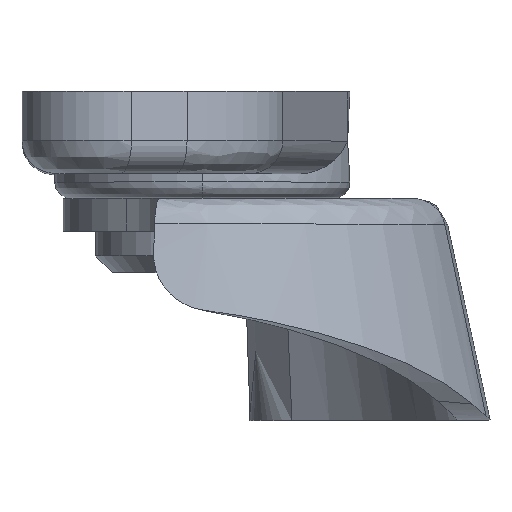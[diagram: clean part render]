
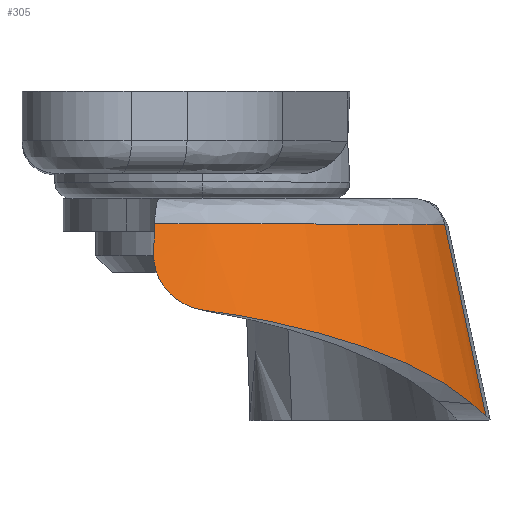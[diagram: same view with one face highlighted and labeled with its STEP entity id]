
A CAD part, top view. The second image highlights one B-rep face of the part: STEP entity #305.
In plain terms, the highlighted free-form (B-spline) face has degree [2, 1] with [3, 2] control points.
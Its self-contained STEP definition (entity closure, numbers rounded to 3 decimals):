
#305=ADVANCED_FACE('',(#1905),#1904,.T.);
#1904=( BOUNDED_SURFACE() B_SPLINE_SURFACE( 2,1,((#3553,#3554),(#3555,#3556),(#3557,#3558)), .UNSPECIFIED.,.F.,.F.,.F.) B_SPLINE_SURFACE_WITH_KNOTS((3,3),(2,2),(0.,1.),(0.,1.), .UNSPECIFIED. ) GEOMETRIC_REPRESENTATION_ITEM() RATIONAL_B_SPLINE_SURFACE(((1.,1.),(0.786,0.786),(1.,1.))) REPRESENTATION_ITEM('') SURFACE() );
#1905=FACE_OUTER_BOUND('',#3559,.T.);
#3553=CARTESIAN_POINT('',(14.954,0.425,0.));
#3554=CARTESIAN_POINT('',(17.493,-11.253,0.));
#3555=CARTESIAN_POINT('',(14.955,0.425,15.548));
#3556=CARTESIAN_POINT('',(17.493,-11.253,17.546));
#3557=CARTESIAN_POINT('',(-0.158,0.425,19.201));
#3558=CARTESIAN_POINT('',(0.438,-11.253,21.669));
#3559=EDGE_LOOP('',(#4696,#4697,#4698,#4699,#4700,#4701));
#4696=ORIENTED_EDGE('',*,*,#4969,.F.);
#4697=ORIENTED_EDGE('',*,*,#5117,.T.);
#4698=ORIENTED_EDGE('',*,*,#5210,.T.);
#4699=ORIENTED_EDGE('',*,*,#5023,.T.);
#4700=ORIENTED_EDGE('',*,*,#5034,.T.);
#4701=ORIENTED_EDGE('',*,*,#5116,.T.);
#4969=EDGE_CURVE('',#6353,#6360,#6361,.T.);
#5023=EDGE_CURVE('',#6728,#6720,#6729,.T.);
#5034=EDGE_CURVE('',#6720,#6793,#6800,.T.);
#5116=EDGE_CURVE('',#6793,#6360,#7360,.T.);
#5117=EDGE_CURVE('',#6353,#7366,#7367,.T.);
#5210=EDGE_CURVE('',#7366,#6728,#7967,.T.);
#6353=VERTEX_POINT('',#8985);
#6360=VERTEX_POINT('',#8990);
#6361=(BOUNDED_CURVE() B_SPLINE_CURVE(3,(#8991,#8992,#8993,#8994,#8995,#8996,#8997,#8998,#8999,#9000,#9001,#9002,#9003,#9004,#9005,#9006,#9007,#9008,#9009,#9010,#9011,#9012),.UNSPECIFIED.,.F.,.F.) B_SPLINE_CURVE_WITH_KNOTS((4,2,2,2,2,2,2,2,2,2,4),(0.003,0.006,0.007,0.009,0.015,0.016,0.018,0.021,0.023,0.025,0.026),.UNSPECIFIED.) CURVE() GEOMETRIC_REPRESENTATION_ITEM() RATIONAL_B_SPLINE_CURVE((1.,1.,1.,1.,1.,1.,1.,1.,1.,1.,1.,1.,1.,1.,1.,1.,1.,1.,1.,1.,1.,1.)) REPRESENTATION_ITEM('') );
#6720=VERTEX_POINT('',#9320);
#6728=VERTEX_POINT('',#9332);
#6729=CIRCLE('',#9336,19.754);
#6793=VERTEX_POINT('',#9374);
#6800=(BOUNDED_CURVE() B_SPLINE_CURVE(3,(#9385,#9386,#9387,#9388),.UNSPECIFIED.,.F.,.F.) B_SPLINE_CURVE_WITH_KNOTS((4,4),(0.027,0.029),.UNSPECIFIED.) CURVE() GEOMETRIC_REPRESENTATION_ITEM() RATIONAL_B_SPLINE_CURVE((1.,1.,1.,1.)) REPRESENTATION_ITEM('') );
#7360=(BOUNDED_CURVE() B_SPLINE_CURVE(3,(#9739,#9740,#9741,#9742,#9743,#9744,#9745,#9746,#9747,#9748,#9749,#9750,#9751,#9752,#9753,#9754),.UNSPECIFIED.,.F.,.F.) B_SPLINE_CURVE_WITH_KNOTS((4,2,2,2,2,2,2,4),(0.,0.001,0.001,0.002,0.003,0.003,0.004,0.005),.UNSPECIFIED.) CURVE() GEOMETRIC_REPRESENTATION_ITEM() RATIONAL_B_SPLINE_CURVE((1.,1.,1.,1.,1.,1.,1.,1.,1.,1.,1.,1.,1.,1.,1.,1.)) REPRESENTATION_ITEM('') );
#7366=VERTEX_POINT('',#9755);
#7367=(BOUNDED_CURVE() B_SPLINE_CURVE(3,(#9756,#9757,#9758,#9759),.UNSPECIFIED.,.F.,.F.) B_SPLINE_CURVE_WITH_KNOTS((4,4),(0.,0.003),.UNSPECIFIED.) CURVE() GEOMETRIC_REPRESENTATION_ITEM() RATIONAL_B_SPLINE_CURVE((1.,1.,1.,1.)) REPRESENTATION_ITEM('') );
#7967=LINE('',#10105,#10106);
#8985=CARTESIAN_POINT('',(17.141,-10.543,2.955));
#8990=CARTESIAN_POINT('',(3.06,-4.837,19.364));
#8991=CARTESIAN_POINT('',(17.141,-10.543,2.955));
#8992=CARTESIAN_POINT('',(16.954,-10.248,3.857));
#8993=CARTESIAN_POINT('',(16.713,-9.955,4.746));
#8994=CARTESIAN_POINT('',(16.266,-9.517,6.059));
#8995=CARTESIAN_POINT('',(16.104,-9.372,6.494));
#8996=CARTESIAN_POINT('',(15.749,-9.082,7.355));
#8997=CARTESIAN_POINT('',(15.557,-8.938,7.784));
#8998=CARTESIAN_POINT('',(14.536,-8.226,9.883));
#8999=CARTESIAN_POINT('',(13.522,-7.688,11.438));
#9000=CARTESIAN_POINT('',(12.006,-7.06,13.226));
#9001=CARTESIAN_POINT('',(11.691,-6.936,13.576));
#9002=CARTESIAN_POINT('',(11.033,-6.694,14.259));
#9003=CARTESIAN_POINT('',(10.692,-6.576,14.591));
#9004=CARTESIAN_POINT('',(9.644,-6.233,15.549));
#9005=CARTESIAN_POINT('',(8.908,-6.02,16.141));
#9006=CARTESIAN_POINT('',(7.363,-5.624,17.23));
#9007=CARTESIAN_POINT('',(6.553,-5.442,17.728));
#9008=CARTESIAN_POINT('',(5.281,-5.194,18.401));
#9009=CARTESIAN_POINT('',(4.845,-5.115,18.614));
#9010=CARTESIAN_POINT('',(3.961,-4.968,19.011));
#9011=CARTESIAN_POINT('',(3.514,-4.9,19.194));
#9012=CARTESIAN_POINT('',(3.06,-4.837,19.364));
#9320=CARTESIAN_POINT('',(0.,0.425,19.162));
#9332=CARTESIAN_POINT('',(14.954,0.425,0.));
#9333=CARTESIAN_POINT('',(-4.8,0.425,0.));
#9334=DIRECTION('',(0.,-1.,0.));
#9335=DIRECTION('',(0.,0.,1.));
#9336=AXIS2_PLACEMENT_3D('',#9333,#9334,#9335);
#9374=CARTESIAN_POINT('',(0.,-1.357,19.561));
#9385=CARTESIAN_POINT('',(0.,0.425,19.162));
#9386=CARTESIAN_POINT('',(0.,-0.169,19.295));
#9387=CARTESIAN_POINT('',(0.,-0.763,19.428));
#9388=CARTESIAN_POINT('',(0.,-1.357,19.561));
#9739=CARTESIAN_POINT('',(0.,-1.357,19.561));
#9740=CARTESIAN_POINT('',(0.,-1.567,19.608));
#9741=CARTESIAN_POINT('',(0.019,-1.776,19.65));
#9742=CARTESIAN_POINT('',(0.095,-2.188,19.724));
#9743=CARTESIAN_POINT('',(0.152,-2.394,19.756));
#9744=CARTESIAN_POINT('',(0.304,-2.792,19.807));
#9745=CARTESIAN_POINT('',(0.397,-2.982,19.825));
#9746=CARTESIAN_POINT('',(0.618,-3.346,19.848));
#9747=CARTESIAN_POINT('',(0.748,-3.521,19.852));
#9748=CARTESIAN_POINT('',(1.032,-3.84,19.843));
#9749=CARTESIAN_POINT('',(1.187,-3.985,19.83));
#9750=CARTESIAN_POINT('',(1.522,-4.247,19.785));
#9751=CARTESIAN_POINT('',(1.703,-4.363,19.753));
#9752=CARTESIAN_POINT('',(2.259,-4.655,19.632));
#9753=CARTESIAN_POINT('',(2.66,-4.781,19.513));
#9754=CARTESIAN_POINT('',(3.06,-4.837,19.364));
#9755=CARTESIAN_POINT('',(17.493,-11.252,0.));
#9756=CARTESIAN_POINT('',(17.141,-10.543,2.955));
#9757=CARTESIAN_POINT('',(17.338,-10.856,1.998));
#9758=CARTESIAN_POINT('',(17.458,-11.092,1.013));
#9759=CARTESIAN_POINT('',(17.493,-11.252,0.));
#10105=CARTESIAN_POINT('',(17.493,-11.252,0.));
#10106=VECTOR('',#10107,11.95);
#10107=DIRECTION('',(-0.212,0.977,0.));
